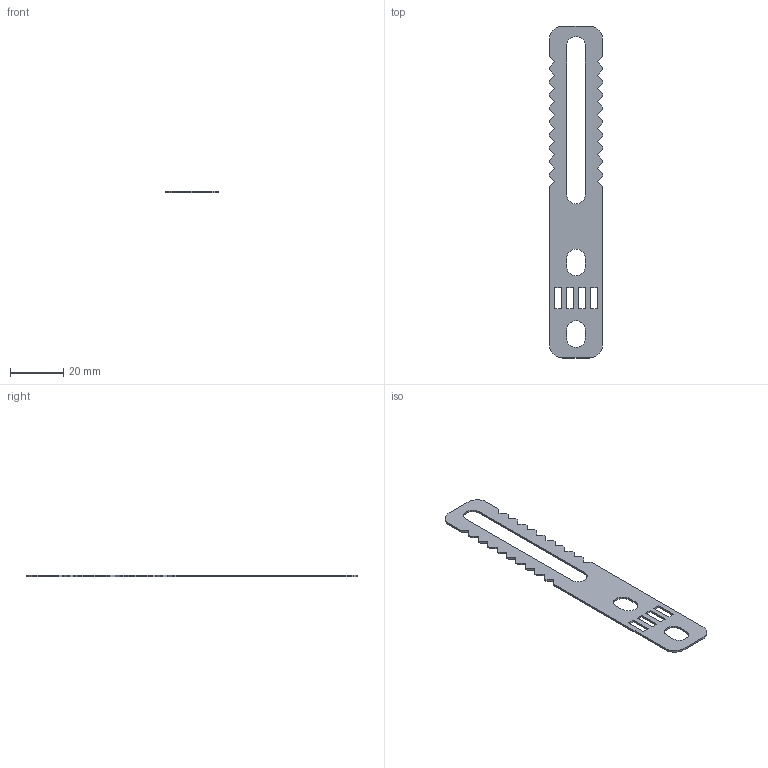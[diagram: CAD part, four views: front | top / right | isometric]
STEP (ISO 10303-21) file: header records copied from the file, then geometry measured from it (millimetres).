
FILE_DESCRIPTION((''),'2;1');
FILE_NAME('910200','2019-10-11T10:03:36',('tomasz.grudniewski'),(''),'CREO PARAMETRIC BY PTC INC, 2019080','CREO PARAMETRIC BY PTC INC, 2019080','');
FILE_SCHEMA(('CONFIG_CONTROL_DESIGN'));
Length unit declared in the file: millimetre
Products named in the file (1): 910200
Bounding box: 20 x 125 x 0.7 mm (x, y, z)
Volume: 1238.4 mm3; surface area: 3950.1 mm2
Topology: 1 solids, 1 shells, 98 faces, 288 edges, 192 vertices
Faces by surface type: plane 88, cylinder 10
Entity records: 3278 total; most frequent: CARTESIAN_POINT 578, ORIENTED_EDGE 576, DIRECTION 504, EDGE_CURVE 288, VECTOR 268, LINE 268, VERTEX_POINT 192, AXIS2_PLACEMENT_3D 118
